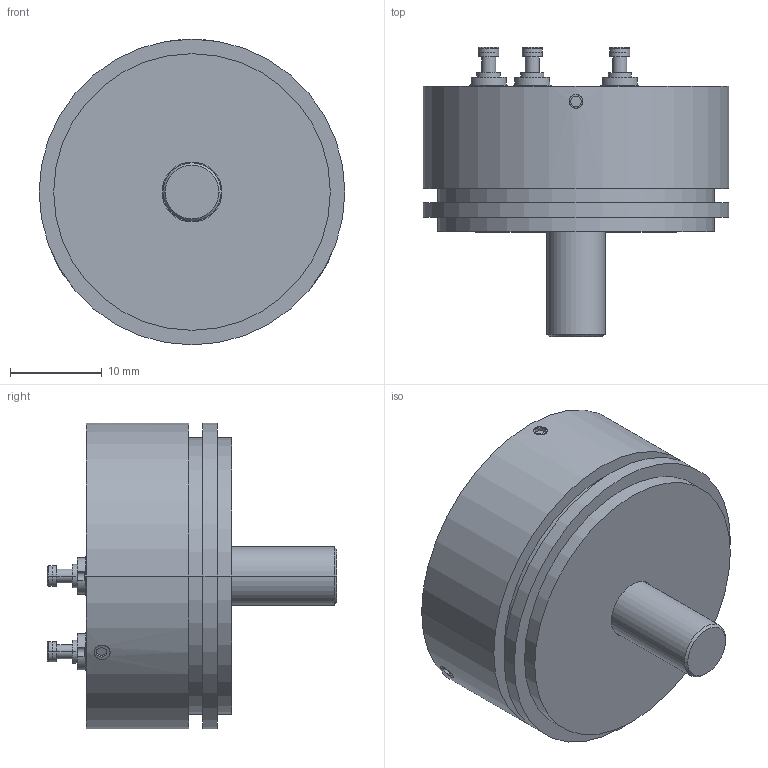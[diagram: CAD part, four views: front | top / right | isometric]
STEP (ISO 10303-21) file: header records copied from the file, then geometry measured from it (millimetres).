
FILE_DESCRIPTION((''),'2;1');
FILE_NAME('6370-23-5_SW0001','2013-08-12T',('BMozley'),(''),'PRO/ENGINEER BY PARAMETRIC TECHNOLOGY CORPORATION, 2013150','PRO/ENGINEER BY PARAMETRIC TECHNOLOGY CORPORATION, 2013150','');
FILE_SCHEMA(('CONFIG_CONTROL_DESIGN'));
Length unit declared in the file: inch
Products named in the file (1): 6370-23-5_SW0001
Bounding box: 33.32 x 31.55 x 33.32 mm (x, y, z)
Volume: 13646.3 mm3; surface area: 4394.9 mm2
Topology: 1 solids, 2 shells, 158 faces, 338 edges, 212 vertices
Faces by surface type: cylinder 72, plane 57, torus 18, bspline 7, cone 4
Entity records: 5105 total; most frequent: CARTESIAN_POINT 1584, DIRECTION 768, ORIENTED_EDGE 676, EDGE_CURVE 338, AXIS2_PLACEMENT_3D 317, VERTEX_POINT 212, EDGE_LOOP 186, CIRCLE 166
